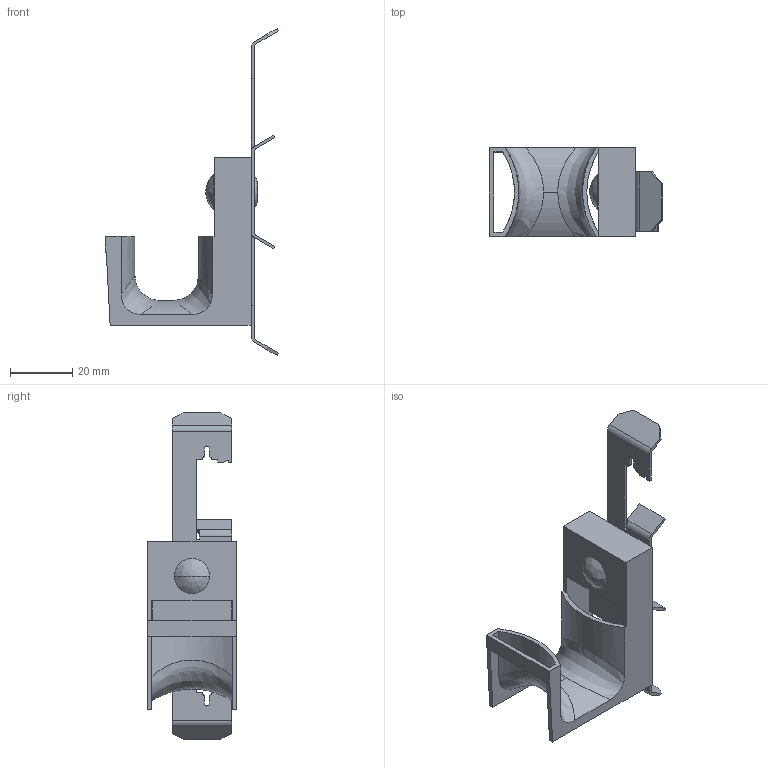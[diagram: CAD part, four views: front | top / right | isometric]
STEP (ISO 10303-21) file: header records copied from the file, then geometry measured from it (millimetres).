
FILE_DESCRIPTION (( 'STEP AP203' ), '1' );
FILE_NAME ('JP75DW.stp', '2017-03-15T20:05:09', ( '' ), ( '' ), 'SwSTEP 2.0', 'SolidWorks 2016', '' );
FILE_SCHEMA (( 'CONFIG_CONTROL_DESIGN' ));
Length unit declared in the file: inch
Products named in the file (1): JP75DW
Bounding box: 55.62 x 28.57 x 105.15 mm (x, y, z)
Volume: 13295.2 mm3; surface area: 14743.2 mm2
Topology: 3 solids, 3 shells, 151 faces, 435 edges, 286 vertices
Faces by surface type: plane 76, cylinder 63, bspline 10, cone 2
Entity records: 5588 total; most frequent: CARTESIAN_POINT 1525, ORIENTED_EDGE 862, DIRECTION 807, EDGE_CURVE 431, VERTEX_POINT 286, LINE 279, VECTOR 279, AXIS2_PLACEMENT_3D 264
